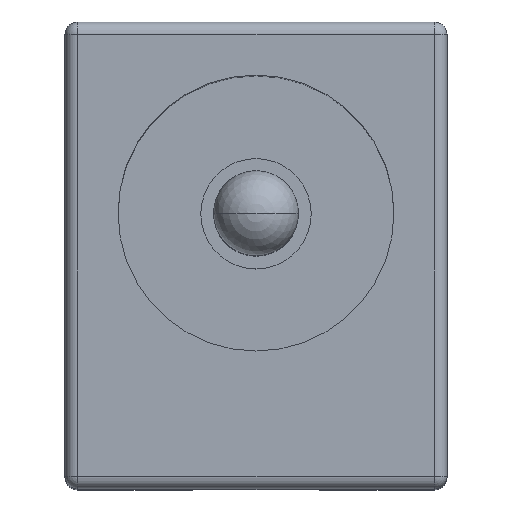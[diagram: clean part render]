
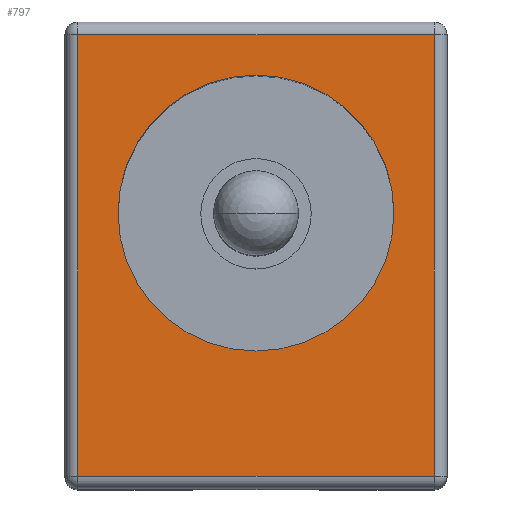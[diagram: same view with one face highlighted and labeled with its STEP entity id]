
A CAD part, top view. The second image highlights one B-rep face of the part: STEP entity #797.
In plain terms, the highlighted planar face has unit normal (0, 0, 1).
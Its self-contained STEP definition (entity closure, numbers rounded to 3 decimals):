
#100=DIRECTION('',(1.,0.,0.));
#101=VECTOR('',#100,8.4);
#102=CARTESIAN_POINT('',(-4.2,0.3,0.));
#103=LINE('',#102,#101);
#104=DIRECTION('',(0.,-1.,0.));
#105=VECTOR('',#104,10.4);
#106=CARTESIAN_POINT('',(-4.2,10.7,0.));
#107=LINE('',#106,#105);
#108=DIRECTION('',(-1.,0.,0.));
#109=VECTOR('',#108,8.4);
#110=CARTESIAN_POINT('',(4.2,10.7,0.));
#111=LINE('',#110,#109);
#112=DIRECTION('',(0.,1.,0.));
#113=VECTOR('',#112,10.4);
#114=CARTESIAN_POINT('',(4.2,0.3,0.));
#115=LINE('',#114,#113);
#116=CARTESIAN_POINT('',(0.,6.5,0.));
#117=DIRECTION('',(0.,0.,-1.));
#118=DIRECTION('',(-1.,0.,0.));
#119=AXIS2_PLACEMENT_3D('',#116,#117,#118);
#121=CARTESIAN_POINT('',(0.,6.5,0.));
#122=DIRECTION('',(0.,0.,-1.));
#123=DIRECTION('',(1.,0.,0.));
#124=AXIS2_PLACEMENT_3D('',#121,#122,#123);
#445=CARTESIAN_POINT('',(4.2,10.7,0.));
#447=VERTEX_POINT('',#445);
#452=CARTESIAN_POINT('',(3.25,6.5,0.));
#453=CARTESIAN_POINT('',(-3.25,6.5,0.));
#454=VERTEX_POINT('',#452);
#455=VERTEX_POINT('',#453);
#484=CARTESIAN_POINT('',(-4.2,0.3,0.));
#486=VERTEX_POINT('',#484);
#532=CARTESIAN_POINT('',(4.2,0.3,0.));
#533=VERTEX_POINT('',#532);
#558=CARTESIAN_POINT('',(-4.2,10.7,0.));
#559=VERTEX_POINT('',#558);
#778=CARTESIAN_POINT('',(-4.2,10.7,0.));
#779=DIRECTION('',(0.,0.,1.));
#780=DIRECTION('',(0.707,-0.707,0.));
#781=AXIS2_PLACEMENT_3D('',#778,#779,#780);
#782=PLANE('',#781);
#784=ORIENTED_EDGE('',*,*,#783,.F.);
#786=ORIENTED_EDGE('',*,*,#785,.F.);
#788=ORIENTED_EDGE('',*,*,#787,.F.);
#790=ORIENTED_EDGE('',*,*,#789,.F.);
#791=EDGE_LOOP('',(#784,#786,#788,#790));
#792=FACE_OUTER_BOUND('',#791,.F.);
#793=ORIENTED_EDGE('',*,*,#573,.F.);
#794=ORIENTED_EDGE('',*,*,#597,.F.);
#795=EDGE_LOOP('',(#793,#794));
#796=FACE_BOUND('',#795,.F.);
#120=CIRCLE('',#119,3.25);
#125=CIRCLE('',#124,3.25);
#573=EDGE_CURVE('',#455,#454,#120,.T.);
#597=EDGE_CURVE('',#454,#455,#125,.T.);
#783=EDGE_CURVE('',#486,#533,#103,.T.);
#785=EDGE_CURVE('',#559,#486,#107,.T.);
#787=EDGE_CURVE('',#447,#559,#111,.T.);
#789=EDGE_CURVE('',#533,#447,#115,.T.);
#797=ADVANCED_FACE('',(#792,#796),#782,.T.);
